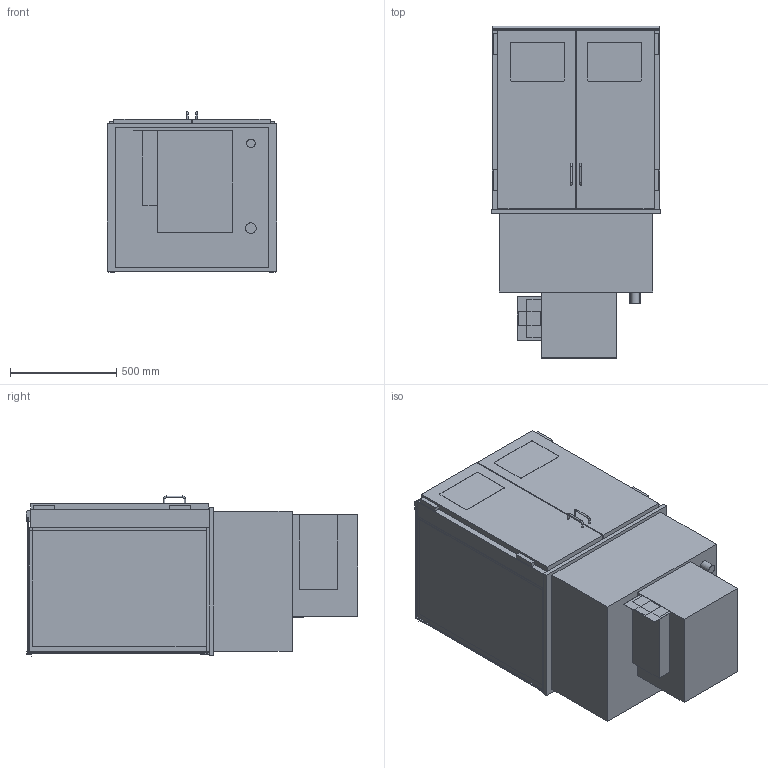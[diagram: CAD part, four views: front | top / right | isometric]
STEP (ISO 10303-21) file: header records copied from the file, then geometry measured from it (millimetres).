
FILE_DESCRIPTION(/* description */ ('Einbaukühlvitrine: eigengekühlt'),/* implementation_level */ '2;1');
FILE_NAME(/* name */ '3D-AKE-00006059.stp',/* time_stamp */ '2024-06-05T09:54:54+02:00',/* author */ ('julian.lux'),/* organization */ (''),/* preprocessor_version */ 'ST-DEVELOPER v18.1',/* originating_system */ 'Autodesk Inventor 2020',/* authorisation */ '');
FILE_SCHEMA (('AUTOMOTIVE_DESIGN { 1 0 10303 214 3 1 1 }'));
Length unit declared in the file: millimetre
Products named in the file (1): 3D-AKE-00006059
Bounding box: 800 x 1563 x 753.98 mm (x, y, z)
Volume: 175549888.9 mm3; surface area: 14329424.3 mm2
Topology: 88 solids, 88 shells, 557 faces, 1188 edges, 812 vertices
Faces by surface type: plane 444, cylinder 107, torus 6
Full cylindrical faces by diameter (mm): 3 x1, 6 x27, 8 x6, 10 x16, 12 x1, 40 x1, 50 x1
Entity records: 15084 total; most frequent: CARTESIAN_POINT 2600, DIRECTION 2594, ORIENTED_EDGE 2376, EDGE_CURVE 1188, LINE 894, VECTOR 894, AXIS2_PLACEMENT_3D 850, VERTEX_POINT 812
